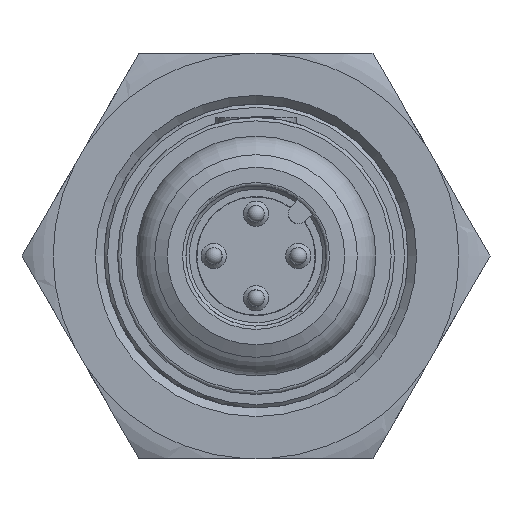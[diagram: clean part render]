
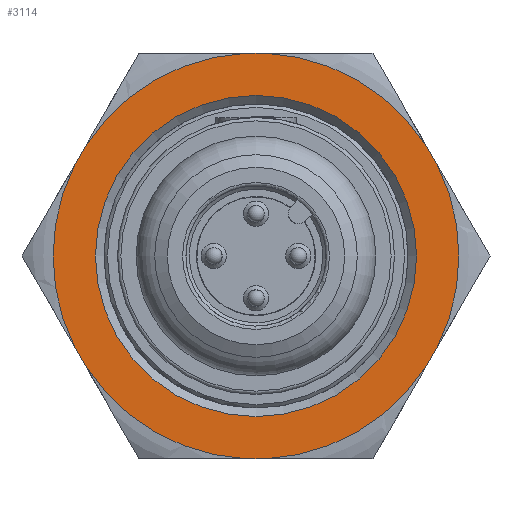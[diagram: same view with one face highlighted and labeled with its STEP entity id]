
A CAD part, front view. The second image highlights one B-rep face of the part: STEP entity #3114.
In plain terms, the highlighted planar face has unit normal (0, -1, 0).
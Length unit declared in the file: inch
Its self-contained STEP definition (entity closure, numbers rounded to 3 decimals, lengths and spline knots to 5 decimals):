
#43 = VECTOR ( 'NONE', #3762, 39.37008 ) ;
#167 = DIRECTION ( 'NONE',  ( 1., 0., 0. ) ) ;
#246 = VERTEX_POINT ( 'NONE', #4193 ) ;
#275 = ORIENTED_EDGE ( 'NONE', *, *, #3128, .T. ) ;
#328 = CARTESIAN_POINT ( 'NONE',  ( -0.42199, 0.38304, -0.21741 ) ) ;
#338 = AXIS2_PLACEMENT_3D ( 'NONE', #4494, #3657, #1936 ) ;
#348 = CIRCLE ( 'NONE', #2524, 0.37433 ) ;
#391 = EDGE_CURVE ( 'NONE', #4015, #1907, #3803, .T. ) ;
#409 = LINE ( 'NONE', #2226, #1978 ) ;
#494 = DIRECTION ( 'NONE',  ( 0., 0., -1. ) ) ;
#600 = LINE ( 'NONE', #4843, #2252 ) ;
#625 = DIRECTION ( 'NONE',  ( 0., 0., -1. ) ) ;
#678 = LINE ( 'NONE', #1884, #1218 ) ;
#699 = CIRCLE ( 'NONE', #1958, 0.47314 ) ;
#739 = ORIENTED_EDGE ( 'NONE', *, *, #1461, .T. ) ;
#745 = ORIENTED_EDGE ( 'NONE', *, *, #3488, .T. ) ;
#949 = AXIS2_PLACEMENT_3D ( 'NONE', #3749, #2428, #4186 ) ;
#955 = EDGE_CURVE ( 'NONE', #4388, #1817, #5535, .T. ) ;
#964 = CARTESIAN_POINT ( 'NONE',  ( -0.02568, 0.38304, -0.47587 ) ) ;
#1080 = DIRECTION ( 'NONE',  ( 0., 0., -1. ) ) ;
#1148 = CARTESIAN_POINT ( 'NONE',  ( 0.02568, 0.38304, -0.47587 ) ) ;
#1203 = CARTESIAN_POINT ( 'NONE',  ( 0., 0.38304, -0.00343 ) ) ;
#1218 = VECTOR ( 'NONE', #4121, 39.37008 ) ;
#1295 = ORIENTED_EDGE ( 'NONE', *, *, #3937, .T. ) ;
#1318 = CARTESIAN_POINT ( 'NONE',  ( 0., 0.38304, -0.00343 ) ) ;
#1461 = EDGE_CURVE ( 'NONE', #4330, #3441, #678, .T. ) ;
#1502 = FACE_OUTER_BOUND ( 'NONE', #5464, .T. ) ;
#1517 = VECTOR ( 'NONE', #2008, 39.37008 ) ;
#1522 = ORIENTED_EDGE ( 'NONE', *, *, #2199, .T. ) ;
#1726 = CARTESIAN_POINT ( 'NONE',  ( 0.42199, 0.38304, -0.21741 ) ) ;
#1817 = VERTEX_POINT ( 'NONE', #4849 ) ;
#1861 = AXIS2_PLACEMENT_3D ( 'NONE', #3320, #5368, #625 ) ;
#1870 = DIRECTION ( 'NONE',  ( 0., 0., -1. ) ) ;
#1884 = CARTESIAN_POINT ( 'NONE',  ( -0.27276, 0.38304, 0.46901 ) ) ;
#1907 = VERTEX_POINT ( 'NONE', #4611 ) ;
#1922 = EDGE_CURVE ( 'NONE', #246, #5022, #699, .T. ) ;
#1936 = DIRECTION ( 'NONE',  ( 0., 0., -1. ) ) ;
#1958 = AXIS2_PLACEMENT_3D ( 'NONE', #5408, #3773, #5498 ) ;
#1978 = VECTOR ( 'NONE', #5212, 39.37008 ) ;
#2008 = DIRECTION ( 'NONE',  ( -0.5, 0., 0.866 ) ) ;
#2061 = EDGE_CURVE ( 'NONE', #3441, #3123, #5286, .T. ) ;
#2112 = CARTESIAN_POINT ( 'NONE',  ( 0., 0.38304, -0.00343 ) ) ;
#2116 = VERTEX_POINT ( 'NONE', #1726 ) ;
#2120 = ORIENTED_EDGE ( 'NONE', *, *, #5256, .T. ) ;
#2199 = EDGE_CURVE ( 'NONE', #1907, #5237, #3401, .T. ) ;
#2214 = VERTEX_POINT ( 'NONE', #3986 ) ;
#2226 = CARTESIAN_POINT ( 'NONE',  ( 0.27276, 0.38304, -0.47587 ) ) ;
#2252 = VECTOR ( 'NONE', #167, 39.37008 ) ;
#2428 = DIRECTION ( 'NONE',  ( 0., -1., 0. ) ) ;
#2474 = LINE ( 'NONE', #4198, #4420 ) ;
#2522 = DIRECTION ( 'NONE',  ( 0.5, 0., -0.866 ) ) ;
#2524 = AXIS2_PLACEMENT_3D ( 'NONE', #2112, #4434, #1870 ) ;
#2790 = ORIENTED_EDGE ( 'NONE', *, *, #391, .T. ) ;
#2942 = CARTESIAN_POINT ( 'NONE',  ( 0.27276, 0.38304, 0.46901 ) ) ;
#2961 = ORIENTED_EDGE ( 'NONE', *, *, #3163, .T. ) ;
#3001 = CARTESIAN_POINT ( 'NONE',  ( 0.39631, 0.38304, 0.25503 ) ) ;
#3114 = ADVANCED_FACE ( 'NONE', ( #3639, #1502 ), #5360, .T. ) ;
#3123 = VERTEX_POINT ( 'NONE', #328 ) ;
#3128 = EDGE_CURVE ( 'NONE', #5237, #4330, #3551, .T. ) ;
#3163 = EDGE_CURVE ( 'NONE', #4289, #4015, #5529, .T. ) ;
#3187 = CARTESIAN_POINT ( 'NONE',  ( -0.42199, 0.38304, 0.21055 ) ) ;
#3221 = CARTESIAN_POINT ( 'NONE',  ( 0., 0.38304, -0.00343 ) ) ;
#3320 = CARTESIAN_POINT ( 'NONE',  ( 0., 0.38304, -0.00343 ) ) ;
#3341 = CARTESIAN_POINT ( 'NONE',  ( 0.54553, 0.38304, -0.00343 ) ) ;
#3371 = DIRECTION ( 'NONE',  ( 0., -1., 0. ) ) ;
#3401 = LINE ( 'NONE', #2942, #43 ) ;
#3441 = VERTEX_POINT ( 'NONE', #3187 ) ;
#3466 = ORIENTED_EDGE ( 'NONE', *, *, #955, .T. ) ;
#3488 = EDGE_CURVE ( 'NONE', #2116, #4289, #5204, .T. ) ;
#3549 = AXIS2_PLACEMENT_3D ( 'NONE', #1203, #4618, #3779 ) ;
#3551 = CIRCLE ( 'NONE', #3549, 0.47314 ) ;
#3639 = FACE_BOUND ( 'NONE', #3905, .T. ) ;
#3642 = CARTESIAN_POINT ( 'NONE',  ( 0.42199, 0.38304, 0.21055 ) ) ;
#3657 = DIRECTION ( 'NONE',  ( 0., -1., 0. ) ) ;
#3749 = CARTESIAN_POINT ( 'NONE',  ( 0., 0.38304, -0.00343 ) ) ;
#3762 = DIRECTION ( 'NONE',  ( -1., 0., 0. ) ) ;
#3773 = DIRECTION ( 'NONE',  ( 0., -1., 0. ) ) ;
#3779 = DIRECTION ( 'NONE',  ( 0., 0., -1. ) ) ;
#3803 = CIRCLE ( 'NONE', #5077, 0.47314 ) ;
#3826 = AXIS2_PLACEMENT_3D ( 'NONE', #3221, #4935, #1080 ) ;
#3905 = EDGE_LOOP ( 'NONE', ( #2120 ) ) ;
#3937 = EDGE_CURVE ( 'NONE', #3123, #246, #2474, .T. ) ;
#3986 = CARTESIAN_POINT ( 'NONE',  ( 0., 0.38304, -0.37776 ) ) ;
#4015 = VERTEX_POINT ( 'NONE', #3001 ) ;
#4121 = DIRECTION ( 'NONE',  ( -0.5, 0., -0.866 ) ) ;
#4186 = DIRECTION ( 'NONE',  ( 0., 0., -1. ) ) ;
#4193 = CARTESIAN_POINT ( 'NONE',  ( -0.39631, 0.38304, -0.26189 ) ) ;
#4198 = CARTESIAN_POINT ( 'NONE',  ( -0.54553, 0.38304, -0.00343 ) ) ;
#4247 = ORIENTED_EDGE ( 'NONE', *, *, #2061, .T. ) ;
#4289 = VERTEX_POINT ( 'NONE', #3642 ) ;
#4330 = VERTEX_POINT ( 'NONE', #4887 ) ;
#4388 = VERTEX_POINT ( 'NONE', #1148 ) ;
#4420 = VECTOR ( 'NONE', #2522, 39.37008 ) ;
#4434 = DIRECTION ( 'NONE',  ( 0., 1., 0. ) ) ;
#4494 = CARTESIAN_POINT ( 'NONE',  ( 0., 0.38304, -0.00343 ) ) ;
#4606 = ORIENTED_EDGE ( 'NONE', *, *, #5431, .T. ) ;
#4611 = CARTESIAN_POINT ( 'NONE',  ( 0.02568, 0.38304, 0.46901 ) ) ;
#4618 = DIRECTION ( 'NONE',  ( 0., -1., 0. ) ) ;
#4757 = CARTESIAN_POINT ( 'NONE',  ( -0.02568, 0.38304, 0.46901 ) ) ;
#4843 = CARTESIAN_POINT ( 'NONE',  ( -0.27276, 0.38304, -0.47587 ) ) ;
#4849 = CARTESIAN_POINT ( 'NONE',  ( 0.39631, 0.38304, -0.26189 ) ) ;
#4874 = EDGE_CURVE ( 'NONE', #1817, #2116, #409, .T. ) ;
#4887 = CARTESIAN_POINT ( 'NONE',  ( -0.39631, 0.38304, 0.25503 ) ) ;
#4931 = ORIENTED_EDGE ( 'NONE', *, *, #1922, .T. ) ;
#4935 = DIRECTION ( 'NONE',  ( 0., -1., 0. ) ) ;
#5022 = VERTEX_POINT ( 'NONE', #964 ) ;
#5077 = AXIS2_PLACEMENT_3D ( 'NONE', #1318, #3371, #494 ) ;
#5204 = CIRCLE ( 'NONE', #338, 0.47314 ) ;
#5212 = DIRECTION ( 'NONE',  ( 0.5, 0., 0.866 ) ) ;
#5237 = VERTEX_POINT ( 'NONE', #4757 ) ;
#5256 = EDGE_CURVE ( 'NONE', #2214, #2214, #348, .T. ) ;
#5286 = CIRCLE ( 'NONE', #1861, 0.47314 ) ;
#5360 = PLANE ( 'NONE',  #3826 ) ;
#5368 = DIRECTION ( 'NONE',  ( 0., -1., 0. ) ) ;
#5408 = CARTESIAN_POINT ( 'NONE',  ( 0., 0.38304, -0.00343 ) ) ;
#5431 = EDGE_CURVE ( 'NONE', #5022, #4388, #600, .T. ) ;
#5464 = EDGE_LOOP ( 'NONE', ( #4606, #3466, #5511, #745, #2961, #2790, #1522, #275, #739, #4247, #1295, #4931 ) ) ;
#5498 = DIRECTION ( 'NONE',  ( 0., 0., -1. ) ) ;
#5511 = ORIENTED_EDGE ( 'NONE', *, *, #4874, .T. ) ;
#5529 = LINE ( 'NONE', #3341, #1517 ) ;
#5535 = CIRCLE ( 'NONE', #949, 0.47314 ) ;
